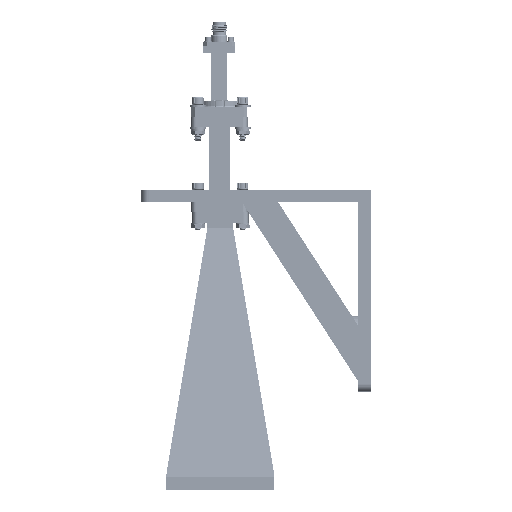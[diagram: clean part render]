
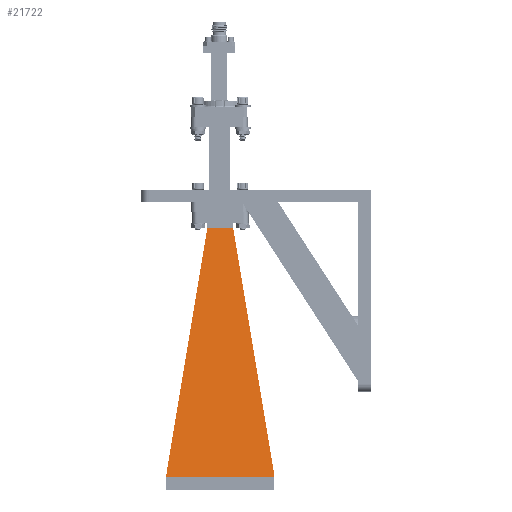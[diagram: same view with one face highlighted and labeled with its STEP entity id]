
A CAD part, left-side view. The second image highlights one B-rep face of the part: STEP entity #21722.
In plain terms, the highlighted face is planar.
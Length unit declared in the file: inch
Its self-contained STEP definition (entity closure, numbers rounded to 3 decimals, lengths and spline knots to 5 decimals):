
#590 = LINE ( 'NONE', #27998, #25383 ) ;
#1201 = LINE ( 'NONE', #71040, #61448 ) ;
#4102 = CARTESIAN_POINT ( 'NONE',  ( 0.84224, 1.10799, 5.84616 ) ) ;
#8982 = DIRECTION ( 'NONE',  ( 0., 0.197, 0.98 ) ) ;
#10156 = EDGE_CURVE ( 'NONE', #57359, #45655, #1201, .T. ) ;
#10183 = LINE ( 'NONE', #56544, #50606 ) ;
#11780 = EDGE_CURVE ( 'NONE', #45655, #44526, #10183, .T. ) ;
#14741 = LINE ( 'NONE', #4102, #22671 ) ;
#15045 = ORIENTED_EDGE ( 'NONE', *, *, #11780, .T. ) ;
#16229 = DIRECTION ( 'NONE',  ( 1., 0., 0. ) ) ;
#16904 = EDGE_CURVE ( 'NONE', #57359, #63055, #590, .T. ) ;
#18325 = LINE ( 'NONE', #41509, #74145 ) ;
#18426 = CARTESIAN_POINT ( 'NONE',  ( -0.84224, 1.10799, 5.84616 ) ) ;
#19035 = DIRECTION ( 'NONE',  ( 0., 0.197, 0.98 ) ) ;
#20835 = CARTESIAN_POINT ( 'NONE',  ( 0.84224, 1.09985, 5.80554 ) ) ;
#21722 = ADVANCED_FACE ( 'NONE', ( #37872 ), #43184, .T. ) ;
#21816 = CARTESIAN_POINT ( 'NONE',  ( -0.84224, 1.09985, 5.80554 ) ) ;
#22671 = VECTOR ( 'NONE', #60718, 39.37008 ) ;
#23034 = DIRECTION ( 'NONE',  ( 0.161, -0.194, -0.968 ) ) ;
#24553 = AXIS2_PLACEMENT_3D ( 'NONE', #26101, #25736, #8982 ) ;
#25383 = VECTOR ( 'NONE', #23034, 39.37008 ) ;
#25736 = DIRECTION ( 'NONE',  ( 0., 0.98, -0.197 ) ) ;
#26101 = CARTESIAN_POINT ( 'NONE',  ( 0., 0.73426, 3.98228 ) ) ;
#26382 = EDGE_LOOP ( 'NONE', ( #62788, #36712, #15045, #35863, #34738, #41617 ) ) ;
#27998 = CARTESIAN_POINT ( 'NONE',  ( -0.84224, 1.09985, 5.80554 ) ) ;
#30278 = EDGE_CURVE ( 'NONE', #65463, #63055, #18325, .T. ) ;
#34738 = ORIENTED_EDGE ( 'NONE', *, *, #49721, .T. ) ;
#35825 = DIRECTION ( 'NONE',  ( -1., 0., 0. ) ) ;
#35863 = ORIENTED_EDGE ( 'NONE', *, *, #67048, .T. ) ;
#36712 = ORIENTED_EDGE ( 'NONE', *, *, #10156, .T. ) ;
#37872 = FACE_OUTER_BOUND ( 'NONE', #26382, .T. ) ;
#39093 = LINE ( 'NONE', #68658, #59006 ) ;
#41509 = CARTESIAN_POINT ( 'NONE',  ( 0., 0.32927, 1.96256 ) ) ;
#41617 = ORIENTED_EDGE ( 'NONE', *, *, #30278, .T. ) ;
#42024 = VERTEX_POINT ( 'NONE', #20835 ) ;
#43184 = PLANE ( 'NONE',  #24553 ) ;
#44526 = VERTEX_POINT ( 'NONE', #48282 ) ;
#45655 = VERTEX_POINT ( 'NONE', #18426 ) ;
#48282 = CARTESIAN_POINT ( 'NONE',  ( 0.84224, 1.10799, 5.84616 ) ) ;
#49721 = EDGE_CURVE ( 'NONE', #42024, #65463, #39093, .T. ) ;
#50606 = VECTOR ( 'NONE', #16229, 39.37008 ) ;
#50660 = CARTESIAN_POINT ( 'NONE',  ( -0.20374, 0.32927, 1.96256 ) ) ;
#51250 = DIRECTION ( 'NONE',  ( -0.161, -0.194, -0.968 ) ) ;
#56544 = CARTESIAN_POINT ( 'NONE',  ( 0., 1.10799, 5.84616 ) ) ;
#57359 = VERTEX_POINT ( 'NONE', #21816 ) ;
#59006 = VECTOR ( 'NONE', #51250, 39.37008 ) ;
#60718 = DIRECTION ( 'NONE',  ( 0., -0.197, -0.98 ) ) ;
#61448 = VECTOR ( 'NONE', #19035, 39.37008 ) ;
#62572 = CARTESIAN_POINT ( 'NONE',  ( 0.20374, 0.32927, 1.96256 ) ) ;
#62788 = ORIENTED_EDGE ( 'NONE', *, *, #16904, .F. ) ;
#63055 = VERTEX_POINT ( 'NONE', #50660 ) ;
#65463 = VERTEX_POINT ( 'NONE', #62572 ) ;
#67048 = EDGE_CURVE ( 'NONE', #44526, #42024, #14741, .T. ) ;
#68658 = CARTESIAN_POINT ( 'NONE',  ( 0.84224, 1.09985, 5.80554 ) ) ;
#71040 = CARTESIAN_POINT ( 'NONE',  ( -0.84224, 0.73426, 3.98228 ) ) ;
#74145 = VECTOR ( 'NONE', #35825, 39.37008 ) ;
